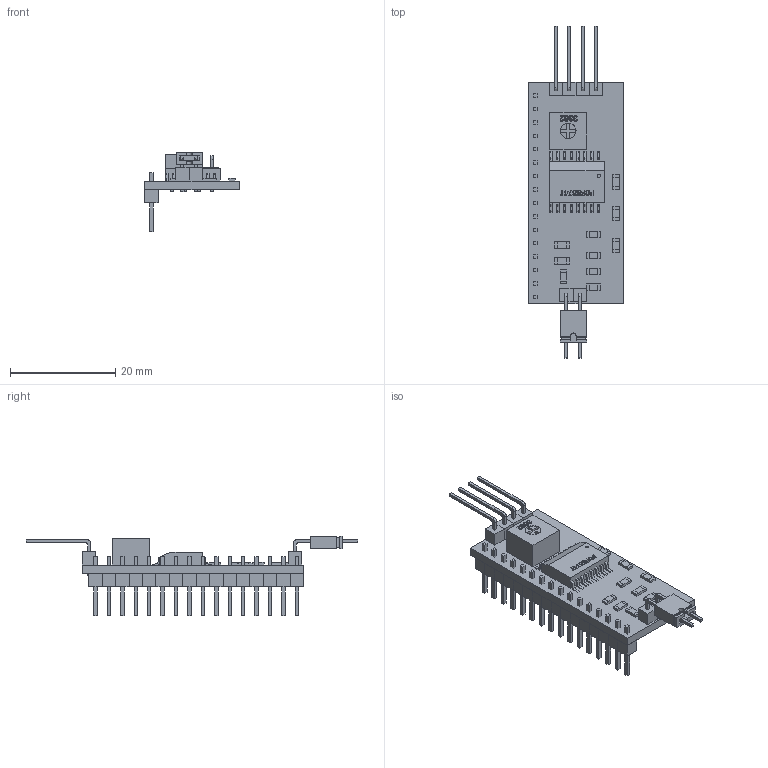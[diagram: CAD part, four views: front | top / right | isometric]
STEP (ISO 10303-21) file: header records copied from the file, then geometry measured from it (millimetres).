
FILE_DESCRIPTION(/* description */ (''),/* implementation_level */ '2;1');
FILE_NAME(/* name */ 'I2C display mojur v6.step',/* time_stamp */ '2021-07-13T17:51:12+09:00',/* author */ (''),/* organization */ (''),/* preprocessor_version */ 'ST-DEVELOPER v18.1',/* originating_system */ 'Autodesk Translation Framework v10.9.0.1377',/* authorisation */ '');
FILE_SCHEMA (('AUTOMOTIVE_DESIGN { 1 0 10303 214 3 1 1 }'));
Length unit declared in the file: millimetre
Products named in the file (8): I2C display mojur; ピンヘッダー　10mm; ピンヘッダー　ショートするやつ; 曲がり　ピンヘッダー; 3362; PCF8574T; PCF8574T asi; チップ抵抗
Assembly tree (51 placements, depth 3):
  I2C display mojur
    ピンヘッダー　10mm  x16
    曲がり　ピンヘッダー  x6
    ピンヘッダー　ショートするやつ
    3362
    PCF8574T
      PCF8574T asi  x16
    チップ抵抗  x10
Bounding box: 18 x 63.05 x 15.12 mm (x, y, z)
Volume: 2197.8 mm3; surface area: 3993.3 mm2
Topology: 74 solids, 74 shells, 1066 faces, 2626 edges, 1748 vertices
Faces by surface type: plane 794, bspline 166, cylinder 106
Full cylindrical faces by diameter (mm): 0.6 x1, 3 x1
Entity records: 14230 total; most frequent: CARTESIAN_POINT 5051, ORIENTED_EDGE 2090, DIRECTION 1315, EDGE_CURVE 1045, VERTEX_POINT 694, LINE 663, VECTOR 663, EDGE_LOOP 413
